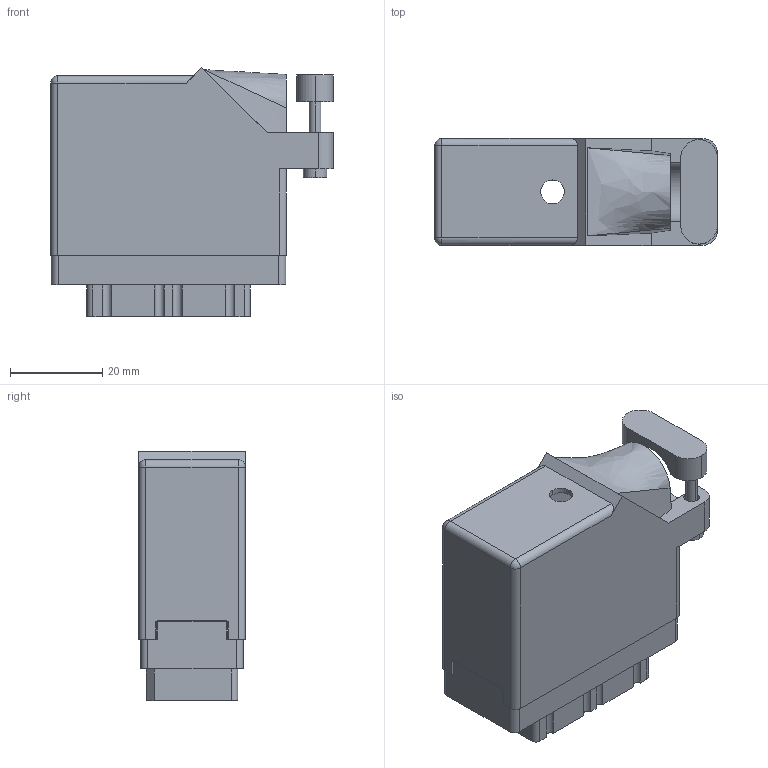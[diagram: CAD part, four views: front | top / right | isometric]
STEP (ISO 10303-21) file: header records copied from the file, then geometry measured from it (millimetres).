
FILE_DESCRIPTION (( 'STEP AP203' ), '1' );
FILE_NAME ('519-036-520-420.STEP', '2020-09-09T21:19:31', ( '' ), ( '' ), 'SwSTEP 2.0', 'SolidWorks 2020', '' );
FILE_SCHEMA (( 'CONFIG_CONTROL_DESIGN' ));
Length unit declared in the file: inch
Products named in the file (4): 516-230-001_Plastic - 038 Side Entry; 516-292-001_520 Contact; 519 Receptacle Insulator_036; 519-036-520-420
Assembly tree (38 placements, depth 2):
  519-036-520-420
    519 Receptacle Insulator_036
    516-292-001_520 Contact  x36
    516-230-001_Plastic - 038 Side Entry
Bounding box: 61.21 x 23.11 x 53.89 mm (x, y, z)
Volume: 22951.2 mm3; surface area: 34073.2 mm2
Topology: 38 solids, 38 shells, 3510 faces, 10159 edges, 6744 vertices
Faces by surface type: plane 2160, cylinder 1127, bspline 219, cone 2, sphere 2
Entity records: 34647 total; most frequent: CARTESIAN_POINT 6200, ORIENTED_EDGE 5754, DIRECTION 5592, EDGE_CURVE 2877, LINE 2130, VECTOR 2130, VERTEX_POINT 1914, AXIS2_PLACEMENT_3D 1731
